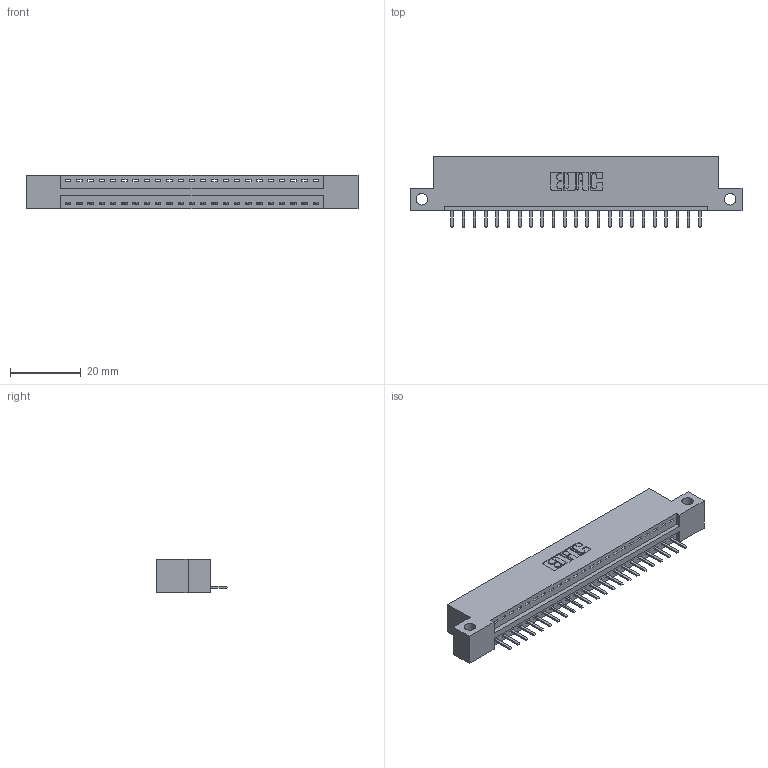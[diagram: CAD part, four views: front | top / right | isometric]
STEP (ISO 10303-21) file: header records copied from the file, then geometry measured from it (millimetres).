
FILE_DESCRIPTION (( 'STEP AP203' ), '1' );
FILE_NAME ('396-023-520-112.STEP', '2019-10-27T04:57:29', ( '' ), ( '' ), 'SwSTEP 2.0', 'SolidWorks 2016', '' );
FILE_SCHEMA (( 'CONFIG_CONTROL_DESIGN' ));
Length unit declared in the file: inch
Products named in the file (3): 345-292-001_345-293-120; 396-023-520-112; 346 Part_Flush Mounting Lugs - Side Mount
Assembly tree (24 placements, depth 2):
  396-023-520-112
    346 Part_Flush Mounting Lugs - Side Mount
    345-292-001_345-293-120  x23
Bounding box: 93.6 x 20.02 x 9.4 mm (x, y, z)
Volume: 8675.1 mm3; surface area: 10271.2 mm2
Topology: 24 solids, 24 shells, 1548 faces, 4561 edges, 2978 vertices
Faces by surface type: plane 1042, cylinder 506
Entity records: 16949 total; most frequent: CARTESIAN_POINT 2929, ORIENTED_EDGE 2874, DIRECTION 2595, EDGE_CURVE 1437, LINE 1209, VECTOR 1209, VERTEX_POINT 954, AXIS2_PLACEMENT_3D 693
